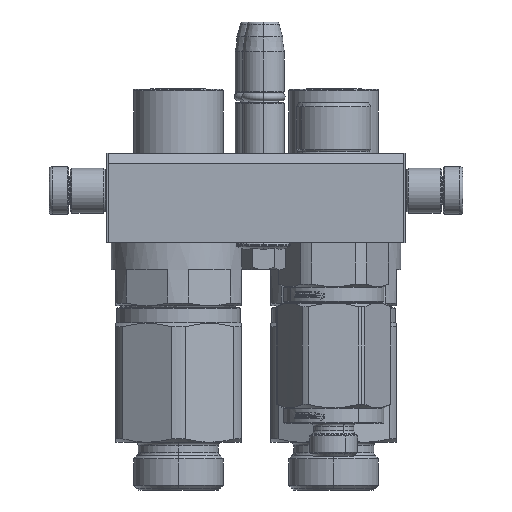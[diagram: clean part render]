
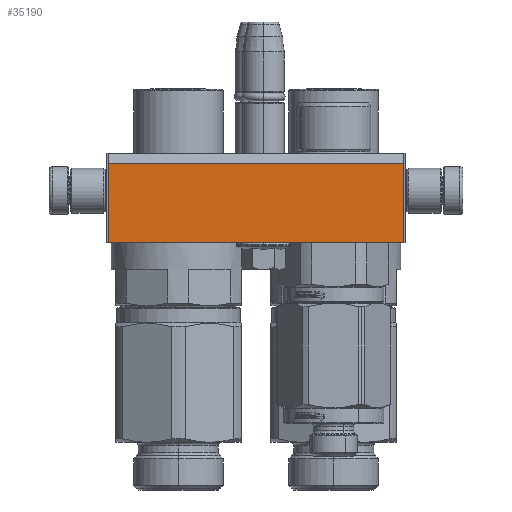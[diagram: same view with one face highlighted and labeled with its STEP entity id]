
A CAD part, left-side view. The second image highlights one B-rep face of the part: STEP entity #35190.
In plain terms, the highlighted face is planar.
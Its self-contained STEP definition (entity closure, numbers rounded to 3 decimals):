
#4536 = ORIENTED_EDGE ( 'NONE', *, *, #25903, .T. ) ;
#4893 = CARTESIAN_POINT ( 'NONE',  ( 49.5, -15., 56. ) ) ;
#7293 = AXIS2_PLACEMENT_3D ( 'NONE', #35247, #41577, #48161 ) ;
#8544 = VERTEX_POINT ( 'NONE', #18313 ) ;
#13360 = CARTESIAN_POINT ( 'NONE',  ( 49.5, 11.536, 56. ) ) ;
#17259 = ORIENTED_EDGE ( 'NONE', *, *, #39483, .F. ) ;
#18313 = CARTESIAN_POINT ( 'NONE',  ( 49.5, -15., 56. ) ) ;
#25903 = EDGE_CURVE ( 'NONE', #36311, #8544, #41394, .T. ) ;
#26248 = CARTESIAN_POINT ( 'NONE',  ( -49.5, 11.536, 56. ) ) ;
#32632 = CARTESIAN_POINT ( 'NONE',  ( -49.5, 11.536, 56. ) ) ;
#35190 = ADVANCED_FACE ( 'NONE', ( #82905 ), #67616, .T. ) ;
#35247 = CARTESIAN_POINT ( 'NONE',  ( -50., -15., 56. ) ) ;
#35441 = VECTOR ( 'NONE', #84052, 1000. ) ;
#36311 = VERTEX_POINT ( 'NONE', #44226 ) ;
#39483 = EDGE_CURVE ( 'NONE', #62497, #51887, #49763, .T. ) ;
#41394 = LINE ( 'NONE', #57330, #50615 ) ;
#41577 = DIRECTION ( 'NONE',  ( 0., 0., 1. ) ) ;
#41853 = VECTOR ( 'NONE', #79140, 1000. ) ;
#44226 = CARTESIAN_POINT ( 'NONE',  ( -49.5, -15., 56. ) ) ;
#48161 = DIRECTION ( 'NONE',  ( 1., 0., 0. ) ) ;
#49763 = LINE ( 'NONE', #26248, #35441 ) ;
#50615 = VECTOR ( 'NONE', #84778, 1000. ) ;
#51887 = VERTEX_POINT ( 'NONE', #13360 ) ;
#54359 = ORIENTED_EDGE ( 'NONE', *, *, #59447, .T. ) ;
#54415 = LINE ( 'NONE', #4893, #56458 ) ;
#56458 = VECTOR ( 'NONE', #64686, 1000. ) ;
#57330 = CARTESIAN_POINT ( 'NONE',  ( -49.5, -15., 56. ) ) ;
#57691 = ORIENTED_EDGE ( 'NONE', *, *, #64511, .F. ) ;
#59447 = EDGE_CURVE ( 'NONE', #8544, #51887, #54415, .T. ) ;
#62497 = VERTEX_POINT ( 'NONE', #32632 ) ;
#64511 = EDGE_CURVE ( 'NONE', #36311, #62497, #72622, .T. ) ;
#64686 = DIRECTION ( 'NONE',  ( 0., 1., 0. ) ) ;
#67616 = PLANE ( 'NONE',  #7293 ) ;
#72622 = LINE ( 'NONE', #72627, #41853 ) ;
#72627 = CARTESIAN_POINT ( 'NONE',  ( -49.5, -15., 56. ) ) ;
#75033 = EDGE_LOOP ( 'NONE', ( #4536, #54359, #17259, #57691 ) ) ;
#79140 = DIRECTION ( 'NONE',  ( 0., 1., 0. ) ) ;
#82905 = FACE_OUTER_BOUND ( 'NONE', #75033, .T. ) ;
#84052 = DIRECTION ( 'NONE',  ( 1., 0., 0. ) ) ;
#84778 = DIRECTION ( 'NONE',  ( 1., 0., 0. ) ) ;
